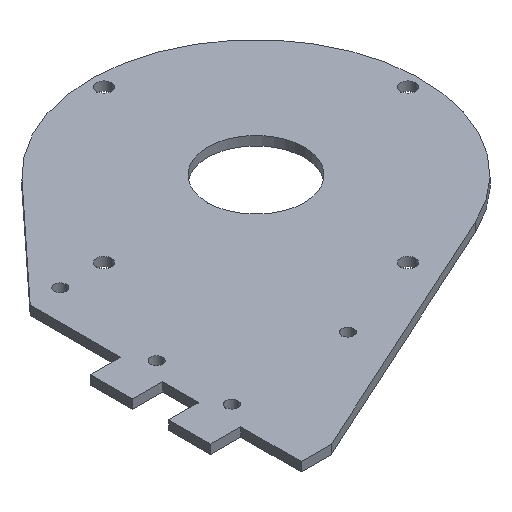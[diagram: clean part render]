
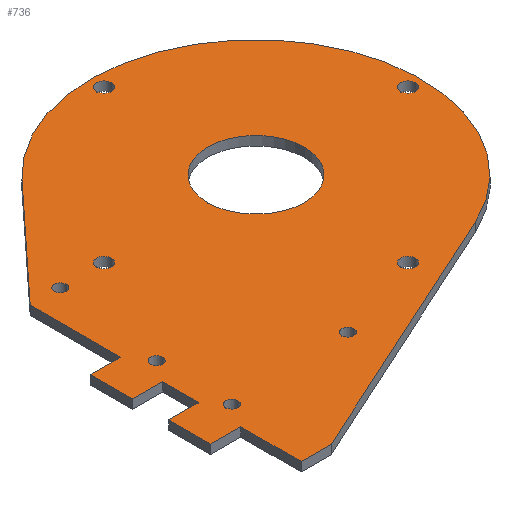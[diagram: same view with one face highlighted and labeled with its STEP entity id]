
A CAD part, isometric view. The second image highlights one B-rep face of the part: STEP entity #736.
In plain terms, the highlighted planar face has unit normal (0, 0, 1).
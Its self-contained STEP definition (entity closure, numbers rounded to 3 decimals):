
#152=CARTESIAN_POINT('',(0.,0.,3.));
#153=DIRECTION('',(0.,0.,1.));
#154=DIRECTION('',(1.,0.,0.));
#155=AXIS2_PLACEMENT_3D('',#152,#153,#154);
#157=CARTESIAN_POINT('',(0.,0.,3.));
#158=DIRECTION('',(0.,0.,1.));
#159=DIRECTION('',(-1.,0.,0.));
#160=AXIS2_PLACEMENT_3D('',#157,#158,#159);
#162=CARTESIAN_POINT('',(50.5,0.,3.));
#163=DIRECTION('',(0.,0.,-1.));
#164=DIRECTION('',(-1.,0.,0.));
#165=AXIS2_PLACEMENT_3D('',#162,#163,#164);
#167=CARTESIAN_POINT('',(50.5,0.,3.));
#168=DIRECTION('',(0.,0.,-1.));
#169=DIRECTION('',(1.,0.,0.));
#170=AXIS2_PLACEMENT_3D('',#167,#168,#169);
#172=CARTESIAN_POINT('',(0.,50.5,3.));
#173=DIRECTION('',(0.,0.,-1.));
#174=DIRECTION('',(-1.,0.,0.));
#175=AXIS2_PLACEMENT_3D('',#172,#173,#174);
#177=CARTESIAN_POINT('',(0.,50.5,3.));
#178=DIRECTION('',(0.,0.,-1.));
#179=DIRECTION('',(1.,0.,0.));
#180=AXIS2_PLACEMENT_3D('',#177,#178,#179);
#182=CARTESIAN_POINT('',(0.,-50.5,3.));
#183=DIRECTION('',(0.,0.,-1.));
#184=DIRECTION('',(-1.,0.,0.));
#185=AXIS2_PLACEMENT_3D('',#182,#183,#184);
#187=CARTESIAN_POINT('',(0.,-50.5,3.));
#188=DIRECTION('',(0.,0.,-1.));
#189=DIRECTION('',(1.,0.,0.));
#190=AXIS2_PLACEMENT_3D('',#187,#188,#189);
#192=CARTESIAN_POINT('',(-50.5,0.,3.));
#193=DIRECTION('',(0.,0.,-1.));
#194=DIRECTION('',(-1.,0.,0.));
#195=AXIS2_PLACEMENT_3D('',#192,#193,#194);
#197=CARTESIAN_POINT('',(-50.5,0.,3.));
#198=DIRECTION('',(0.,0.,-1.));
#199=DIRECTION('',(1.,0.,0.));
#200=AXIS2_PLACEMENT_3D('',#197,#198,#199);
#202=CARTESIAN_POINT('',(-30.,-60.547,3.));
#203=DIRECTION('',(0.,0.,-1.));
#204=DIRECTION('',(-1.,0.,0.));
#205=AXIS2_PLACEMENT_3D('',#202,#203,#204);
#207=CARTESIAN_POINT('',(-30.,-60.547,3.));
#208=DIRECTION('',(0.,0.,-1.));
#209=DIRECTION('',(1.,0.,0.));
#210=AXIS2_PLACEMENT_3D('',#207,#208,#209);
#212=CARTESIAN_POINT('',(-70.,-37.,3.));
#213=DIRECTION('',(0.,0.,-1.));
#214=DIRECTION('',(-1.,0.,0.));
#215=AXIS2_PLACEMENT_3D('',#212,#213,#214);
#217=CARTESIAN_POINT('',(-70.,-37.,3.));
#218=DIRECTION('',(0.,0.,-1.));
#219=DIRECTION('',(1.,0.,0.));
#220=AXIS2_PLACEMENT_3D('',#217,#218,#219);
#222=CARTESIAN_POINT('',(-70.,-62.,3.));
#223=DIRECTION('',(0.,0.,-1.));
#224=DIRECTION('',(-1.,0.,0.));
#225=AXIS2_PLACEMENT_3D('',#222,#223,#224);
#227=CARTESIAN_POINT('',(-70.,-62.,3.));
#228=DIRECTION('',(0.,0.,-1.));
#229=DIRECTION('',(1.,0.,0.));
#230=AXIS2_PLACEMENT_3D('',#227,#228,#229);
#232=DIRECTION('',(1.,0.,0.));
#233=VECTOR('',#232,10.);
#234=CARTESIAN_POINT('',(-85.,-44.,3.));
#235=LINE('',#234,#233);
#236=DIRECTION('',(0.,-1.,0.));
#237=VECTOR('',#236,14.);
#238=CARTESIAN_POINT('',(-85.,-30.,3.));
#239=LINE('',#238,#237);
#240=DIRECTION('',(-1.,0.,0.));
#241=VECTOR('',#240,10.);
#242=CARTESIAN_POINT('',(-75.,-30.,3.));
#243=LINE('',#242,#241);
#244=DIRECTION('',(0.,-1.,0.));
#245=VECTOR('',#244,30.);
#246=CARTESIAN_POINT('',(-75.,0.,3.));
#247=LINE('',#246,#245);
#248=DIRECTION('',(-0.68,-0.733,0.));
#249=VECTOR('',#248,50.99);
#250=CARTESIAN_POINT('',(-40.333,37.393,3.));
#251=LINE('',#250,#249);
#252=CARTESIAN_POINT('',(0.,0.,3.));
#253=DIRECTION('',(0.,0.,1.));
#254=DIRECTION('',(0.414,-0.91,0.));
#255=AXIS2_PLACEMENT_3D('',#252,#253,#254);
#257=DIRECTION('',(0.91,0.414,0.));
#258=VECTOR('',#257,96.437);
#259=CARTESIAN_POINT('',(-65.,-90.,3.));
#260=LINE('',#259,#258);
#261=DIRECTION('',(1.,0.,0.));
#262=VECTOR('',#261,10.);
#263=CARTESIAN_POINT('',(-75.,-90.,3.));
#264=LINE('',#263,#262);
#265=DIRECTION('',(0.,-1.,0.));
#266=VECTOR('',#265,20.);
#267=CARTESIAN_POINT('',(-75.,-70.,3.));
#268=LINE('',#267,#266);
#269=DIRECTION('',(1.,0.,0.));
#270=VECTOR('',#269,10.);
#271=CARTESIAN_POINT('',(-85.,-70.,3.));
#272=LINE('',#271,#270);
#273=DIRECTION('',(0.,-1.,0.));
#274=VECTOR('',#273,14.);
#275=CARTESIAN_POINT('',(-85.,-56.,3.));
#276=LINE('',#275,#274);
#277=DIRECTION('',(1.,0.,0.));
#278=VECTOR('',#277,10.);
#279=CARTESIAN_POINT('',(-85.,-56.,3.));
#280=LINE('',#279,#278);
#281=DIRECTION('',(0.,-1.,0.));
#282=VECTOR('',#281,12.);
#283=CARTESIAN_POINT('',(-75.,-44.,3.));
#284=LINE('',#283,#282);
#285=CARTESIAN_POINT('',(-65.,0.,3.));
#286=DIRECTION('',(0.,0.,-1.));
#287=DIRECTION('',(-1.,0.,0.));
#288=AXIS2_PLACEMENT_3D('',#285,#286,#287);
#290=CARTESIAN_POINT('',(-65.,0.,3.));
#291=DIRECTION('',(0.,0.,-1.));
#292=DIRECTION('',(1.,0.,0.));
#293=AXIS2_PLACEMENT_3D('',#290,#291,#292);
#429=CARTESIAN_POINT('',(-65.,-90.,3.));
#430=CARTESIAN_POINT('',(22.778,-50.062,3.));
#431=VERTEX_POINT('',#429);
#432=VERTEX_POINT('',#430);
#433=CARTESIAN_POINT('',(-40.333,37.393,3.));
#434=VERTEX_POINT('',#433);
#435=CARTESIAN_POINT('',(-75.,0.,3.));
#436=VERTEX_POINT('',#435);
#437=CARTESIAN_POINT('',(-75.,-30.,3.));
#438=VERTEX_POINT('',#437);
#439=CARTESIAN_POINT('',(-85.,-30.,3.));
#440=VERTEX_POINT('',#439);
#441=CARTESIAN_POINT('',(-85.,-70.,3.));
#442=CARTESIAN_POINT('',(-75.,-70.,3.));
#443=VERTEX_POINT('',#441);
#444=VERTEX_POINT('',#442);
#445=CARTESIAN_POINT('',(-75.,-90.,3.));
#446=VERTEX_POINT('',#445);
#451=CARTESIAN_POINT('',(16.,0.,3.));
#452=CARTESIAN_POINT('',(-16.,0.,3.));
#453=VERTEX_POINT('',#451);
#454=VERTEX_POINT('',#452);
#475=CARTESIAN_POINT('',(48.,0.,3.));
#476=CARTESIAN_POINT('',(53.,0.,3.));
#477=VERTEX_POINT('',#475);
#478=VERTEX_POINT('',#476);
#479=CARTESIAN_POINT('',(-2.5,50.5,3.));
#480=CARTESIAN_POINT('',(2.5,50.5,3.));
#481=VERTEX_POINT('',#479);
#482=VERTEX_POINT('',#480);
#483=CARTESIAN_POINT('',(-2.5,-50.5,3.));
#484=CARTESIAN_POINT('',(2.5,-50.5,3.));
#485=VERTEX_POINT('',#483);
#486=VERTEX_POINT('',#484);
#487=CARTESIAN_POINT('',(-53.,0.,3.));
#488=CARTESIAN_POINT('',(-48.,0.,3.));
#489=VERTEX_POINT('',#487);
#490=VERTEX_POINT('',#488);
#491=CARTESIAN_POINT('',(-32.,-60.547,3.));
#492=CARTESIAN_POINT('',(-28.,-60.547,3.));
#493=VERTEX_POINT('',#491);
#494=VERTEX_POINT('',#492);
#503=CARTESIAN_POINT('',(-72.,-37.,3.));
#504=CARTESIAN_POINT('',(-68.,-37.,3.));
#505=VERTEX_POINT('',#503);
#506=VERTEX_POINT('',#504);
#507=CARTESIAN_POINT('',(-72.,-62.,3.));
#508=CARTESIAN_POINT('',(-68.,-62.,3.));
#509=VERTEX_POINT('',#507);
#510=VERTEX_POINT('',#508);
#519=CARTESIAN_POINT('',(-85.,-44.,3.));
#520=CARTESIAN_POINT('',(-75.,-44.,3.));
#521=VERTEX_POINT('',#519);
#522=VERTEX_POINT('',#520);
#523=CARTESIAN_POINT('',(-75.,-56.,3.));
#524=VERTEX_POINT('',#523);
#525=CARTESIAN_POINT('',(-85.,-56.,3.));
#526=VERTEX_POINT('',#525);
#531=CARTESIAN_POINT('',(-67.,0.,3.));
#532=CARTESIAN_POINT('',(-63.,0.,3.));
#533=VERTEX_POINT('',#531);
#534=VERTEX_POINT('',#532);
#651=CARTESIAN_POINT('',(0.,0.,3.));
#652=DIRECTION('',(0.,0.,1.));
#653=DIRECTION('',(1.,0.,0.));
#654=AXIS2_PLACEMENT_3D('',#651,#652,#653);
#655=PLANE('',#654);
#657=ORIENTED_EDGE('',*,*,#656,.F.);
#659=ORIENTED_EDGE('',*,*,#658,.F.);
#661=ORIENTED_EDGE('',*,*,#660,.F.);
#663=ORIENTED_EDGE('',*,*,#662,.F.);
#665=ORIENTED_EDGE('',*,*,#664,.F.);
#667=ORIENTED_EDGE('',*,*,#666,.F.);
#669=ORIENTED_EDGE('',*,*,#668,.F.);
#671=ORIENTED_EDGE('',*,*,#670,.F.);
#673=ORIENTED_EDGE('',*,*,#672,.F.);
#675=ORIENTED_EDGE('',*,*,#674,.F.);
#677=ORIENTED_EDGE('',*,*,#676,.F.);
#679=ORIENTED_EDGE('',*,*,#678,.T.);
#681=ORIENTED_EDGE('',*,*,#680,.F.);
#682=EDGE_LOOP('',(#657,#659,#661,#663,#665,#667,#669,#671,#673,#675,#677,#679,
#681));
#683=FACE_OUTER_BOUND('',#682,.F.);
#685=ORIENTED_EDGE('',*,*,#684,.F.);
#687=ORIENTED_EDGE('',*,*,#686,.F.);
#688=EDGE_LOOP('',(#685,#687));
#689=FACE_BOUND('',#688,.F.);
#691=ORIENTED_EDGE('',*,*,#690,.F.);
#693=ORIENTED_EDGE('',*,*,#692,.F.);
#694=EDGE_LOOP('',(#691,#693));
#695=FACE_BOUND('',#694,.F.);
#697=ORIENTED_EDGE('',*,*,#696,.F.);
#699=ORIENTED_EDGE('',*,*,#698,.F.);
#700=EDGE_LOOP('',(#697,#699));
#701=FACE_BOUND('',#700,.F.);
#703=ORIENTED_EDGE('',*,*,#702,.F.);
#705=ORIENTED_EDGE('',*,*,#704,.F.);
#706=EDGE_LOOP('',(#703,#705));
#707=FACE_BOUND('',#706,.F.);
#709=ORIENTED_EDGE('',*,*,#708,.F.);
#711=ORIENTED_EDGE('',*,*,#710,.F.);
#712=EDGE_LOOP('',(#709,#711));
#713=FACE_BOUND('',#712,.F.);
#715=ORIENTED_EDGE('',*,*,#714,.F.);
#717=ORIENTED_EDGE('',*,*,#716,.F.);
#718=EDGE_LOOP('',(#715,#717));
#719=FACE_BOUND('',#718,.F.);
#721=ORIENTED_EDGE('',*,*,#720,.F.);
#723=ORIENTED_EDGE('',*,*,#722,.F.);
#724=EDGE_LOOP('',(#721,#723));
#725=FACE_BOUND('',#724,.F.);
#726=ORIENTED_EDGE('',*,*,#631,.T.);
#727=ORIENTED_EDGE('',*,*,#645,.T.);
#728=EDGE_LOOP('',(#726,#727));
#729=FACE_BOUND('',#728,.F.);
#731=ORIENTED_EDGE('',*,*,#730,.F.);
#733=ORIENTED_EDGE('',*,*,#732,.F.);
#734=EDGE_LOOP('',(#731,#733));
#735=FACE_BOUND('',#734,.F.);
#736=ADVANCED_FACE('',(#683,#689,#695,#701,#707,#713,#719,#725,#729,#735),#655,
.T.);
#156=CIRCLE('',#155,16.);
#161=CIRCLE('',#160,16.);
#166=CIRCLE('',#165,2.5);
#171=CIRCLE('',#170,2.5);
#176=CIRCLE('',#175,2.5);
#181=CIRCLE('',#180,2.5);
#186=CIRCLE('',#185,2.5);
#191=CIRCLE('',#190,2.5);
#196=CIRCLE('',#195,2.5);
#201=CIRCLE('',#200,2.5);
#206=CIRCLE('',#205,2.);
#211=CIRCLE('',#210,2.);
#216=CIRCLE('',#215,2.);
#221=CIRCLE('',#220,2.);
#226=CIRCLE('',#225,2.);
#231=CIRCLE('',#230,2.);
#256=CIRCLE('',#255,55.);
#289=CIRCLE('',#288,2.);
#294=CIRCLE('',#293,2.);
#631=EDGE_CURVE('',#453,#454,#156,.T.);
#645=EDGE_CURVE('',#454,#453,#161,.T.);
#656=EDGE_CURVE('',#521,#522,#235,.T.);
#658=EDGE_CURVE('',#440,#521,#239,.T.);
#660=EDGE_CURVE('',#438,#440,#243,.T.);
#662=EDGE_CURVE('',#436,#438,#247,.T.);
#664=EDGE_CURVE('',#434,#436,#251,.T.);
#666=EDGE_CURVE('',#432,#434,#256,.T.);
#668=EDGE_CURVE('',#431,#432,#260,.T.);
#670=EDGE_CURVE('',#446,#431,#264,.T.);
#672=EDGE_CURVE('',#444,#446,#268,.T.);
#674=EDGE_CURVE('',#443,#444,#272,.T.);
#676=EDGE_CURVE('',#526,#443,#276,.T.);
#678=EDGE_CURVE('',#526,#524,#280,.T.);
#680=EDGE_CURVE('',#522,#524,#284,.T.);
#684=EDGE_CURVE('',#477,#478,#166,.T.);
#686=EDGE_CURVE('',#478,#477,#171,.T.);
#690=EDGE_CURVE('',#481,#482,#176,.T.);
#692=EDGE_CURVE('',#482,#481,#181,.T.);
#696=EDGE_CURVE('',#485,#486,#186,.T.);
#698=EDGE_CURVE('',#486,#485,#191,.T.);
#702=EDGE_CURVE('',#489,#490,#196,.T.);
#704=EDGE_CURVE('',#490,#489,#201,.T.);
#708=EDGE_CURVE('',#493,#494,#206,.T.);
#710=EDGE_CURVE('',#494,#493,#211,.T.);
#714=EDGE_CURVE('',#505,#506,#216,.T.);
#716=EDGE_CURVE('',#506,#505,#221,.T.);
#720=EDGE_CURVE('',#509,#510,#226,.T.);
#722=EDGE_CURVE('',#510,#509,#231,.T.);
#730=EDGE_CURVE('',#533,#534,#289,.T.);
#732=EDGE_CURVE('',#534,#533,#294,.T.);
